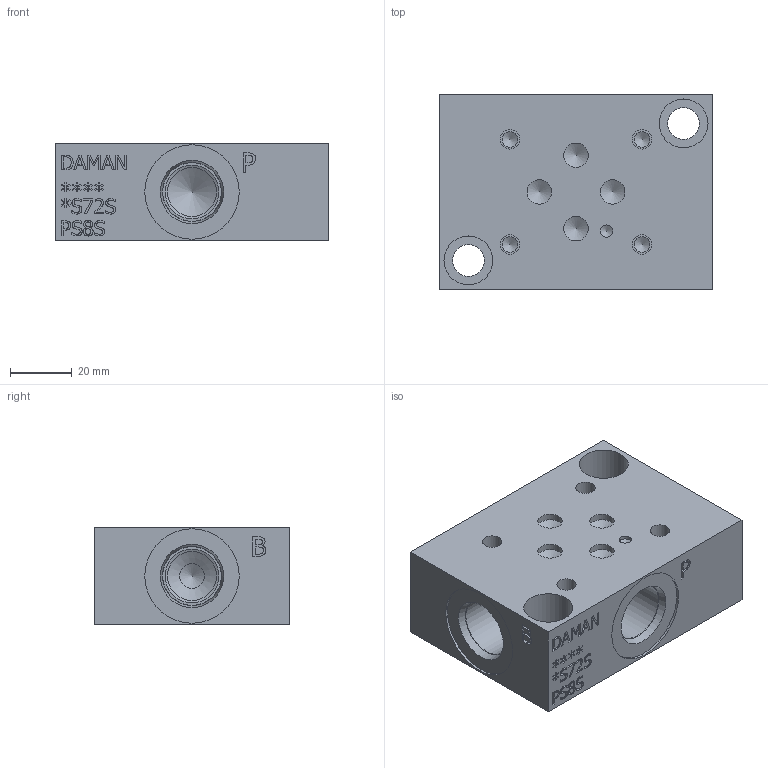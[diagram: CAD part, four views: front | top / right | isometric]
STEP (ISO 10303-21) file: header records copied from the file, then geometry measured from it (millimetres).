
FILE_DESCRIPTION(/* description */ (''),/* implementation_level */ '2;1');
FILE_NAME(/* name */ '_S72SPS8S.stp',/* time_stamp */ '2020-05-12T09:06:49-04:00',/* author */ ('alexanderw'),/* organization */ (''),/* preprocessor_version */ 'ST-DEVELOPER v17',/* originating_system */ 'Autodesk Inventor 2019',/* authorisation */ '');
FILE_SCHEMA (('AUTOMOTIVE_DESIGN { 1 0 10303 214 3 1 1 }'));
Length unit declared in the file: millimetre
Products named in the file (1): Part_AS72SPS8S_3D
Bounding box: 88.9 x 63.5 x 31.75 mm (x, y, z)
Volume: 140641.9 mm3; surface area: 31052.4 mm2
Topology: 1 solids, 1 shells, 467 faces, 1282 edges, 863 vertices
Faces by surface type: plane 269, bspline 132, cylinder 39, cone 27
Full cylindrical faces by diameter (mm): 3.962 x1, 5.105 x4, 6.35 x4, 7.925 x6, 10.312 x2, 15.875 x6, 17.501 x4, 19.05 x4, 19.253 x4, 30.632 x4
Entity records: 15826 total; most frequent: CARTESIAN_POINT 4316, ORIENTED_EDGE 2538, DIRECTION 1821, EDGE_CURVE 1269, VERTEX_POINT 863, LINE 861, VECTOR 861, EDGE_LOOP 530
